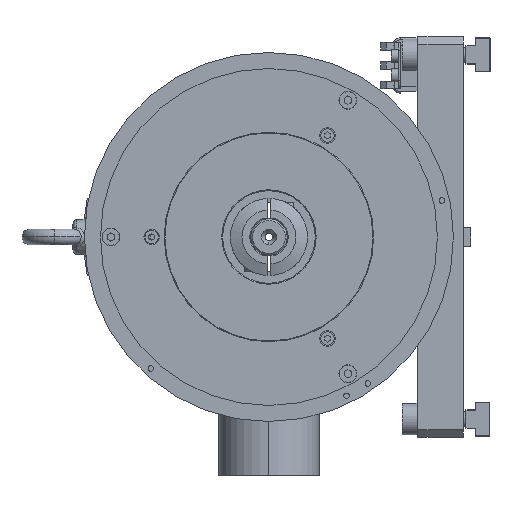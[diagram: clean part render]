
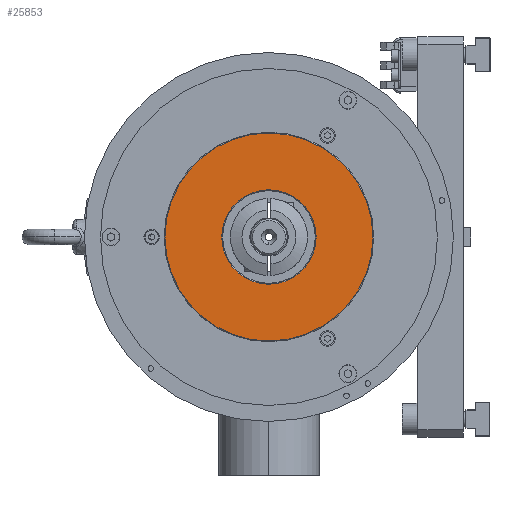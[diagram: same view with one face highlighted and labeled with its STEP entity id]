
A CAD part, left-side view. The second image highlights one B-rep face of the part: STEP entity #25853.
In plain terms, the highlighted planar face has unit normal (-1, 0, 0).
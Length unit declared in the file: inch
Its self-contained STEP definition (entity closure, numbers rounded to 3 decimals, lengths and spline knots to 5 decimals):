
#235 = DIRECTION ( 'NONE',  ( 0., 0., -1. ) ) ;
#285 = DIRECTION ( 'NONE',  ( 1., 0., 0. ) ) ;
#527 = CARTESIAN_POINT ( 'NONE',  ( -3.712, 3.14961, 0. ) ) ;
#1978 = DIRECTION ( 'NONE',  ( 1., 0., 0. ) ) ;
#3215 = CARTESIAN_POINT ( 'NONE',  ( -3.712, 3.14961, 1.685 ) ) ;
#3495 = ORIENTED_EDGE ( 'NONE', *, *, #6346, .T. ) ;
#6346 = EDGE_CURVE ( 'NONE', #17293, #24680, #46163, .T. ) ;
#7161 = EDGE_CURVE ( 'NONE', #21418, #42039, #36104, .T. ) ;
#8998 = AXIS2_PLACEMENT_3D ( 'NONE', #45125, #45069, #45003 ) ;
#14778 = DIRECTION ( 'NONE',  ( -1., 0., 0. ) ) ;
#15401 = EDGE_LOOP ( 'NONE', ( #3495, #50414 ) ) ;
#16042 = ORIENTED_EDGE ( 'NONE', *, *, #7161, .T. ) ;
#17293 = VERTEX_POINT ( 'NONE', #25800 ) ;
#20254 = FACE_OUTER_BOUND ( 'NONE', #31268, .T. ) ;
#21418 = VERTEX_POINT ( 'NONE', #31161 ) ;
#22643 = DIRECTION ( 'NONE',  ( 0., 0., -1. ) ) ;
#22781 = DIRECTION ( 'NONE',  ( 1., 0., 0. ) ) ;
#22840 = CARTESIAN_POINT ( 'NONE',  ( -3.712, 3.89961, 0. ) ) ;
#24378 = PLANE ( 'NONE',  #33033 ) ;
#24680 = VERTEX_POINT ( 'NONE', #43443 ) ;
#25761 = CARTESIAN_POINT ( 'NONE',  ( -3.712, 3.14961, 0. ) ) ;
#25800 = CARTESIAN_POINT ( 'NONE',  ( -3.712, 3.14961, 0.765 ) ) ;
#25853 = ADVANCED_FACE ( 'NONE', ( #40189, #20254 ), #24378, .F. ) ;
#29792 = DIRECTION ( 'NONE',  ( 0., 0., -1. ) ) ;
#30759 = EDGE_CURVE ( 'NONE', #24680, #17293, #33497, .T. ) ;
#31161 = CARTESIAN_POINT ( 'NONE',  ( -3.712, 3.14961, -1.685 ) ) ;
#31268 = EDGE_LOOP ( 'NONE', ( #16042, #37571 ) ) ;
#33033 = AXIS2_PLACEMENT_3D ( 'NONE', #22840, #22781, #22643 ) ;
#33497 = CIRCLE ( 'NONE', #39030, 0.765 ) ;
#36104 = CIRCLE ( 'NONE', #8998, 1.685 ) ;
#37571 = ORIENTED_EDGE ( 'NONE', *, *, #45132, .T. ) ;
#38651 = CARTESIAN_POINT ( 'NONE',  ( -3.712, 3.14961, 0. ) ) ;
#39030 = AXIS2_PLACEMENT_3D ( 'NONE', #25761, #1978, #29792 ) ;
#39303 = CIRCLE ( 'NONE', #50452, 1.685 ) ;
#40189 = FACE_BOUND ( 'NONE', #15401, .T. ) ;
#42039 = VERTEX_POINT ( 'NONE', #3215 ) ;
#42642 = DIRECTION ( 'NONE',  ( 0., 0., -1. ) ) ;
#43443 = CARTESIAN_POINT ( 'NONE',  ( -3.712, 3.14961, -0.765 ) ) ;
#45003 = DIRECTION ( 'NONE',  ( 0., 0., -1. ) ) ;
#45069 = DIRECTION ( 'NONE',  ( -1., 0., 0. ) ) ;
#45125 = CARTESIAN_POINT ( 'NONE',  ( -3.712, 3.14961, 0. ) ) ;
#45132 = EDGE_CURVE ( 'NONE', #42039, #21418, #39303, .T. ) ;
#46142 = AXIS2_PLACEMENT_3D ( 'NONE', #527, #285, #235 ) ;
#46163 = CIRCLE ( 'NONE', #46142, 0.765 ) ;
#50414 = ORIENTED_EDGE ( 'NONE', *, *, #30759, .T. ) ;
#50452 = AXIS2_PLACEMENT_3D ( 'NONE', #38651, #14778, #42642 ) ;
